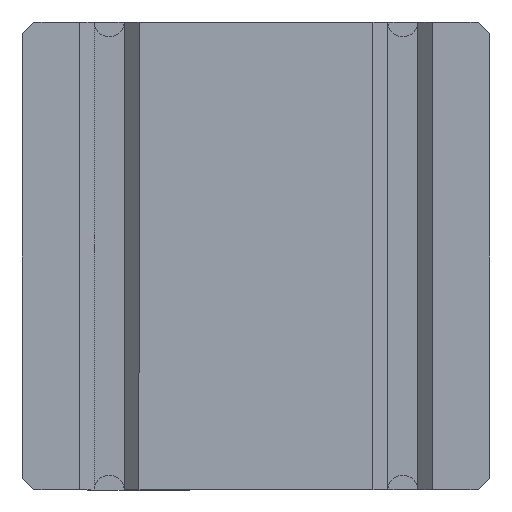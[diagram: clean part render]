
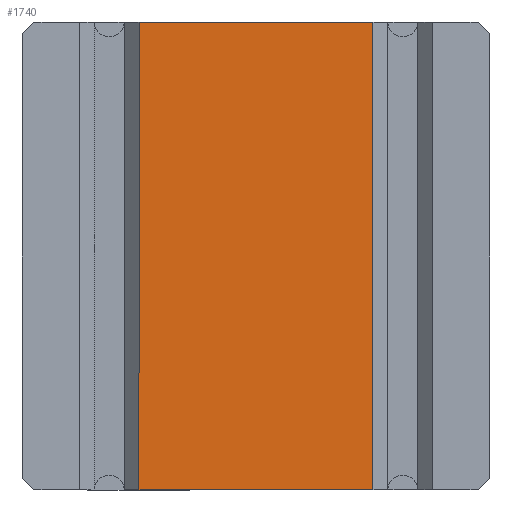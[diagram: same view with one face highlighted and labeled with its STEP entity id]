
A CAD part, front view. The second image highlights one B-rep face of the part: STEP entity #1740.
In plain terms, the highlighted planar face has unit normal (0, -1, 0).
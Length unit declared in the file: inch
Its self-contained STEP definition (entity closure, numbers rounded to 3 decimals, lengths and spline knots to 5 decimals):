
#1316 = ORIENTED_EDGE ( 'NONE', *, *, #2210, .T. ) ;
#1340 = ORIENTED_EDGE ( 'NONE', *, *, #2182, .F. ) ;
#1341 = ORIENTED_EDGE ( 'NONE', *, *, #2199, .F. ) ;
#1342 = ORIENTED_EDGE ( 'NONE', *, *, #2200, .F. ) ;
#1491 = EDGE_LOOP ( 'NONE', ( #1342, #1340, #1341, #1316 ) ) ;
#1740 = ADVANCED_FACE ( 'NONE', ( #7152 ), #4993, .F. ) ;
#2182 = EDGE_CURVE ( 'NONE', #4760, #4754, #5843, .T. ) ;
#2199 = EDGE_CURVE ( 'NONE', #4778, #4760, #5933, .T. ) ;
#2200 = EDGE_CURVE ( 'NONE', #4754, #4794, #5939, .T. ) ;
#2210 = EDGE_CURVE ( 'NONE', #4778, #4794, #5977, .T. ) ;
#3717 = VECTOR ( 'NONE', #5847, 39.37008 ) ;
#3719 = VECTOR ( 'NONE', #5937, 39.37008 ) ;
#3727 = VECTOR ( 'NONE', #5979, 39.37008 ) ;
#3741 = VECTOR ( 'NONE', #5943, 39.37008 ) ;
#4754 = VERTEX_POINT ( 'NONE', #9010 ) ;
#4760 = VERTEX_POINT ( 'NONE', #9015 ) ;
#4778 = VERTEX_POINT ( 'NONE', #9026 ) ;
#4794 = VERTEX_POINT ( 'NONE', #9037 ) ;
#4993 = PLANE ( 'NONE',  #7133 ) ;
#5000 = CARTESIAN_POINT ( 'NONE',  ( -0.11811, -0.05512, 0.11811 ) ) ;
#5001 = DIRECTION ( 'NONE',  ( 0., 1., 0. ) ) ;
#5004 = DIRECTION ( 'NONE',  ( 0., 0., 1. ) ) ;
#5843 = LINE ( 'NONE', #5845, #3717 ) ;
#5845 = CARTESIAN_POINT ( 'NONE',  ( -0.05906, -0.05512, -0.11811 ) ) ;
#5847 = DIRECTION ( 'NONE',  ( 0., 0., 1. ) ) ;
#5933 = LINE ( 'NONE', #5935, #3719 ) ;
#5935 = CARTESIAN_POINT ( 'NONE',  ( -0.11211, -0.05512, -0.11811 ) ) ;
#5937 = DIRECTION ( 'NONE',  ( -1., 0., 0. ) ) ;
#5939 = LINE ( 'NONE', #5941, #3741 ) ;
#5941 = CARTESIAN_POINT ( 'NONE',  ( -0.11211, -0.05512, 0.11811 ) ) ;
#5943 = DIRECTION ( 'NONE',  ( 1., 0., 0. ) ) ;
#5977 = LINE ( 'NONE', #5978, #3727 ) ;
#5978 = CARTESIAN_POINT ( 'NONE',  ( 0.05906, -0.05512, -0.11811 ) ) ;
#5979 = DIRECTION ( 'NONE',  ( 0., 0., 1. ) ) ;
#7133 = AXIS2_PLACEMENT_3D ( 'NONE', #5000, #5001, #5004 ) ;
#7152 = FACE_OUTER_BOUND ( 'NONE', #1491, .T. ) ;
#9010 = CARTESIAN_POINT ( 'NONE',  ( -0.05906, -0.05512, 0.11811 ) ) ;
#9015 = CARTESIAN_POINT ( 'NONE',  ( -0.05906, -0.05512, -0.11811 ) ) ;
#9026 = CARTESIAN_POINT ( 'NONE',  ( 0.05906, -0.05512, -0.11811 ) ) ;
#9037 = CARTESIAN_POINT ( 'NONE',  ( 0.05906, -0.05512, 0.11811 ) ) ;
